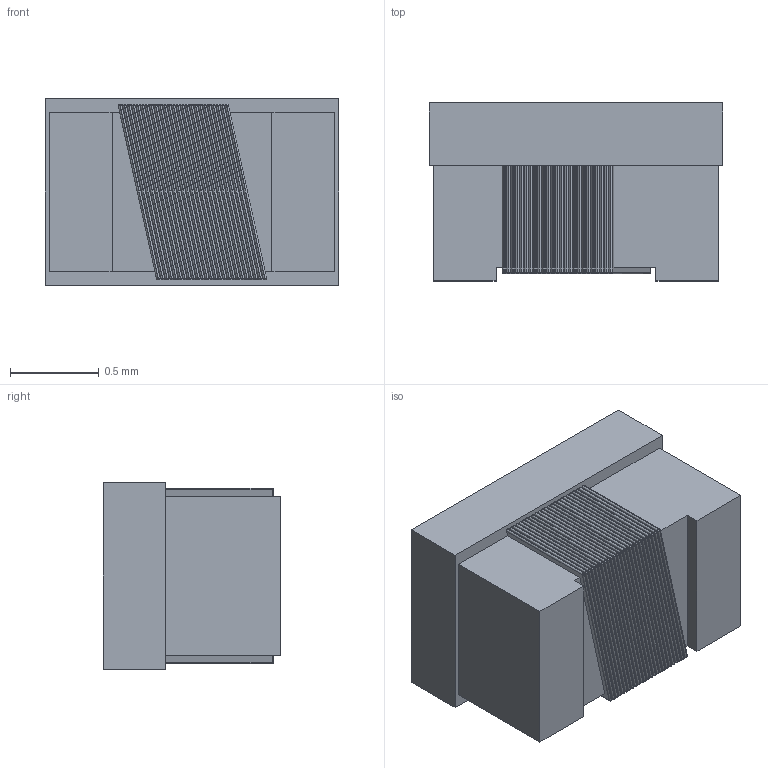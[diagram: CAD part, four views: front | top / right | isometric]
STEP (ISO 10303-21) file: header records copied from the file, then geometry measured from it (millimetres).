
FILE_DESCRIPTION((''),'2;1');
FILE_NAME('CW160808','2012-08-21T',('ryans'),('Bourns, Inc.'),'PRO/ENGINEER BY PARAMETRIC TECHNOLOGY CORPORATION, 2010100','PRO/ENGINEER BY PARAMETRIC TECHNOLOGY CORPORATION, 2010100','');
FILE_SCHEMA(('CONFIG_CONTROL_DESIGN'));
Length unit declared in the file: millimetre
Products named in the file (1): CW160808
Bounding box: 1.65 x 1 x 1.05 mm (x, y, z)
Volume: 1.5 mm3; surface area: 12.6 mm2
Topology: 1 solids, 1 shells, 515 faces, 1236 edges, 724 vertices
Faces by surface type: plane 215, cylinder 200, sphere 100
Entity records: 14668 total; most frequent: DIRECTION 2666, CARTESIAN_POINT 2475, ORIENTED_EDGE 2472, EDGE_CURVE 1236, AXIS2_PLACEMENT_3D 915, VECTOR 836, LINE 836, VERTEX_POINT 724
